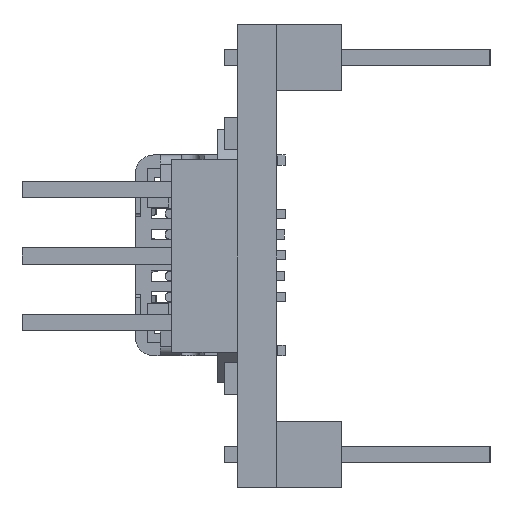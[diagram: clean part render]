
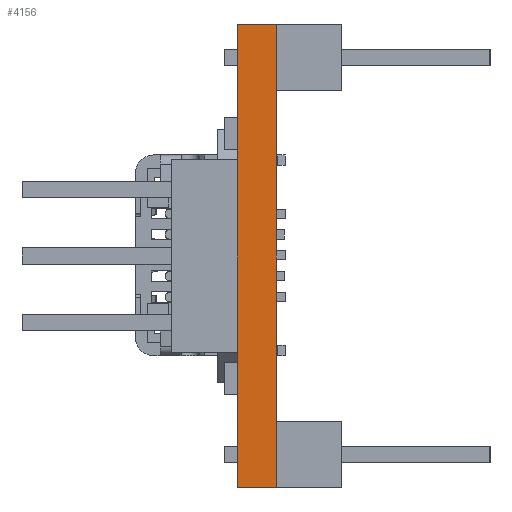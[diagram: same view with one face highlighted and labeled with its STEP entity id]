
A CAD part, left-side view. The second image highlights one B-rep face of the part: STEP entity #4156.
In plain terms, the highlighted planar face has unit normal (-1, 0, 0).
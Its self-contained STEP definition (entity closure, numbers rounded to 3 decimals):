
#494 = ORIENTED_EDGE ( 'NONE', *, *, #3715, .F. ) ;
#1271 = VERTEX_POINT ( 'NONE', #15362 ) ;
#1538 = CARTESIAN_POINT ( 'NONE',  ( -21.8, 1.5, 8.875 ) ) ;
#2293 = VERTEX_POINT ( 'NONE', #1538 ) ;
#2354 = CARTESIAN_POINT ( 'NONE',  ( -21.8, 1.5, 8.875 ) ) ;
#3314 = DIRECTION ( 'NONE',  ( 0., -1., 0. ) ) ;
#3526 = CARTESIAN_POINT ( 'NONE',  ( -21.8, 1.5, 8.875 ) ) ;
#3715 = EDGE_CURVE ( 'NONE', #2293, #14626, #8435, .T. ) ;
#3869 = EDGE_CURVE ( 'NONE', #1271, #14626, #9958, .T. ) ;
#4109 = LINE ( 'NONE', #12704, #15059 ) ;
#4156 = ADVANCED_FACE ( 'NONE', ( #7811 ), #10061, .F. ) ;
#4313 = DIRECTION ( 'NONE',  ( 0., 0., -1. ) ) ;
#4815 = DIRECTION ( 'NONE',  ( 0., 0., 1. ) ) ;
#5054 = AXIS2_PLACEMENT_3D ( 'NONE', #2354, #16021, #4313 ) ;
#6330 = CARTESIAN_POINT ( 'NONE',  ( -21.8, 1.5, -8.875 ) ) ;
#6406 = VERTEX_POINT ( 'NONE', #6330 ) ;
#6631 = CARTESIAN_POINT ( 'NONE',  ( -21.8, 0., 8.875 ) ) ;
#7215 = VECTOR ( 'NONE', #3314, 1000. ) ;
#7811 = FACE_OUTER_BOUND ( 'NONE', #12959, .T. ) ;
#7939 = EDGE_CURVE ( 'NONE', #6406, #2293, #4109, .T. ) ;
#8435 = LINE ( 'NONE', #3526, #12985 ) ;
#8830 = ORIENTED_EDGE ( 'NONE', *, *, #13624, .T. ) ;
#9168 = CARTESIAN_POINT ( 'NONE',  ( -21.8, 1.5, -8.875 ) ) ;
#9958 = LINE ( 'NONE', #13730, #13935 ) ;
#10061 = PLANE ( 'NONE',  #5054 ) ;
#12704 = CARTESIAN_POINT ( 'NONE',  ( -21.8, 1.5, 8.875 ) ) ;
#12959 = EDGE_LOOP ( 'NONE', ( #22972, #494, #20764, #8830 ) ) ;
#12985 = VECTOR ( 'NONE', #19201, 1000. ) ;
#13624 = EDGE_CURVE ( 'NONE', #6406, #1271, #17026, .T. ) ;
#13730 = CARTESIAN_POINT ( 'NONE',  ( -21.8, 0., 8.875 ) ) ;
#13935 = VECTOR ( 'NONE', #19628, 1000. ) ;
#14626 = VERTEX_POINT ( 'NONE', #6631 ) ;
#15059 = VECTOR ( 'NONE', #4815, 1000. ) ;
#15362 = CARTESIAN_POINT ( 'NONE',  ( -21.8, 0., -8.875 ) ) ;
#16021 = DIRECTION ( 'NONE',  ( 1., 0., 0. ) ) ;
#17026 = LINE ( 'NONE', #9168, #7215 ) ;
#19201 = DIRECTION ( 'NONE',  ( 0., -1., 0. ) ) ;
#19628 = DIRECTION ( 'NONE',  ( 0., 0., 1. ) ) ;
#20764 = ORIENTED_EDGE ( 'NONE', *, *, #7939, .F. ) ;
#22972 = ORIENTED_EDGE ( 'NONE', *, *, #3869, .T. ) ;
